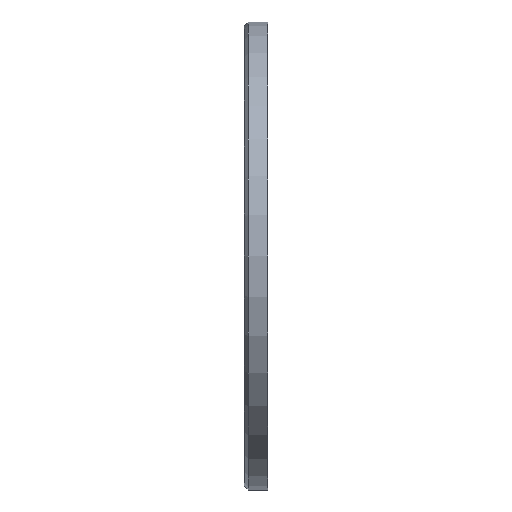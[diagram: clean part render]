
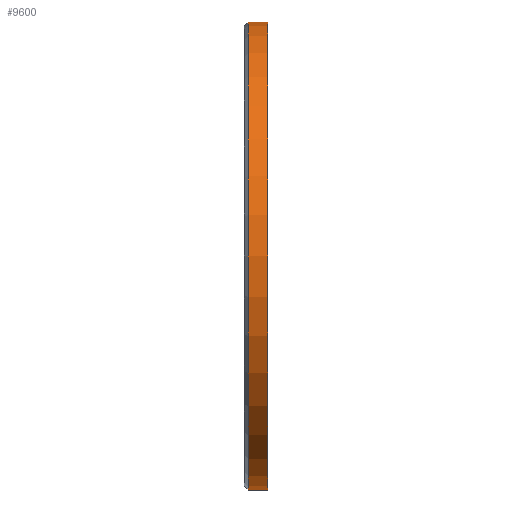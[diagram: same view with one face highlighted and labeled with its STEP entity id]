
A CAD part, left-side view. The second image highlights one B-rep face of the part: STEP entity #9600.
In plain terms, the highlighted cylindrical face has radius 60 mm (diameter 120 mm), a partial arc.
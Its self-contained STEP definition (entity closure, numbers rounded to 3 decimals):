
#233 = CARTESIAN_POINT ( 'NONE',  ( 0., -3., 0. ) ) ;
#424 = DIRECTION ( 'NONE',  ( 0., 0., -1. ) ) ;
#684 = VECTOR ( 'NONE', #9785, 1000. ) ;
#1251 = EDGE_LOOP ( 'NONE', ( #10684, #1346, #8389, #5750 ) ) ;
#1346 = ORIENTED_EDGE ( 'NONE', *, *, #12110, .T. ) ;
#1391 = DIRECTION ( 'NONE',  ( 0., 1., 0. ) ) ;
#2152 = CARTESIAN_POINT ( 'NONE',  ( 0., 3., 60. ) ) ;
#2234 = AXIS2_PLACEMENT_3D ( 'NONE', #8735, #9847, #5050 ) ;
#2447 = CARTESIAN_POINT ( 'NONE',  ( 0., -3., 60. ) ) ;
#2590 = CARTESIAN_POINT ( 'NONE',  ( 0., 3., 0. ) ) ;
#4102 = AXIS2_PLACEMENT_3D ( 'NONE', #233, #1391, #9065 ) ;
#4354 = VECTOR ( 'NONE', #12093, 1000. ) ;
#4425 = VERTEX_POINT ( 'NONE', #8000 ) ;
#4512 = CARTESIAN_POINT ( 'NONE',  ( 0., 3., -60. ) ) ;
#5050 = DIRECTION ( 'NONE',  ( 0., 0., 1. ) ) ;
#5060 = CYLINDRICAL_SURFACE ( 'NONE', #10832, 60. ) ;
#5061 = EDGE_CURVE ( 'NONE', #6419, #6970, #10335, .T. ) ;
#5750 = ORIENTED_EDGE ( 'NONE', *, *, #5061, .T. ) ;
#6410 = EDGE_CURVE ( 'NONE', #4425, #6419, #12692, .T. ) ;
#6419 = VERTEX_POINT ( 'NONE', #9907 ) ;
#6970 = VERTEX_POINT ( 'NONE', #2447 ) ;
#6979 = DIRECTION ( 'NONE',  ( 0., -1., 0. ) ) ;
#7685 = LINE ( 'NONE', #2152, #684 ) ;
#8000 = CARTESIAN_POINT ( 'NONE',  ( 0., 2., -60. ) ) ;
#8389 = ORIENTED_EDGE ( 'NONE', *, *, #6410, .T. ) ;
#8469 = FACE_OUTER_BOUND ( 'NONE', #1251, .T. ) ;
#8735 = CARTESIAN_POINT ( 'NONE',  ( 0., 2., 0. ) ) ;
#8980 = VERTEX_POINT ( 'NONE', #13529 ) ;
#9065 = DIRECTION ( 'NONE',  ( 0., 0., 1. ) ) ;
#9409 = CIRCLE ( 'NONE', #2234, 60. ) ;
#9600 = ADVANCED_FACE ( 'NONE', ( #8469 ), #5060, .T. ) ;
#9785 = DIRECTION ( 'NONE',  ( 0., -1., 0. ) ) ;
#9847 = DIRECTION ( 'NONE',  ( 0., -1., 0. ) ) ;
#9907 = CARTESIAN_POINT ( 'NONE',  ( 0., -3., -60. ) ) ;
#10335 = CIRCLE ( 'NONE', #4102, 60. ) ;
#10684 = ORIENTED_EDGE ( 'NONE', *, *, #12524, .F. ) ;
#10832 = AXIS2_PLACEMENT_3D ( 'NONE', #2590, #6979, #424 ) ;
#12093 = DIRECTION ( 'NONE',  ( 0., -1., 0. ) ) ;
#12110 = EDGE_CURVE ( 'NONE', #8980, #4425, #9409, .T. ) ;
#12524 = EDGE_CURVE ( 'NONE', #8980, #6970, #7685, .T. ) ;
#12692 = LINE ( 'NONE', #4512, #4354 ) ;
#13529 = CARTESIAN_POINT ( 'NONE',  ( 0., 2., 60. ) ) ;
